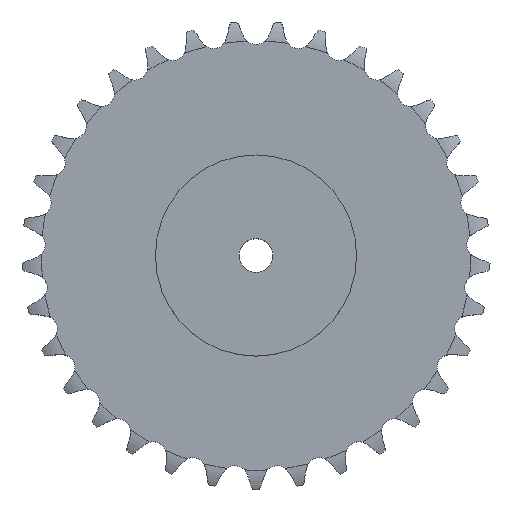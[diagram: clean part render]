
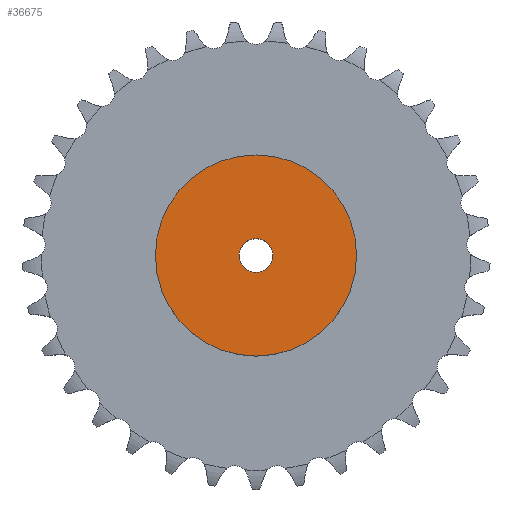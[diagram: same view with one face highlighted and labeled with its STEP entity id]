
A CAD part, top view. The second image highlights one B-rep face of the part: STEP entity #36675.
In plain terms, the highlighted planar face has unit normal (0, 0, 1).
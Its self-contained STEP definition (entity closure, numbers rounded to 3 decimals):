
#4233 = CYLINDRICAL_SURFACE('',#4234,75.);
#4234 = AXIS2_PLACEMENT_3D('',#4235,#4236,#4237);
#4235 = CARTESIAN_POINT('',(0.,0.,0.));
#4236 = DIRECTION('',(-0.,-0.,-1.));
#4237 = DIRECTION('',(1.,0.,0.));
#23056 = VERTEX_POINT('',#23057);
#23057 = CARTESIAN_POINT('',(75.,0.,55.));
#23078 = EDGE_CURVE('',#23056,#23056,#23079,.T.);
#23079 = SURFACE_CURVE('',#23080,(#23085,#23092),.PCURVE_S1.);
#23080 = CIRCLE('',#23081,75.);
#23081 = AXIS2_PLACEMENT_3D('',#23082,#23083,#23084);
#23082 = CARTESIAN_POINT('',(0.,0.,55.));
#23083 = DIRECTION('',(0.,0.,1.));
#23084 = DIRECTION('',(1.,0.,0.));
#23085 = PCURVE('',#4233,#23086);
#23086 = DEFINITIONAL_REPRESENTATION('',(#23087),#23091);
#23087 = LINE('',#23088,#23089);
#23088 = CARTESIAN_POINT('',(-0.,-55.));
#23089 = VECTOR('',#23090,1.);
#23090 = DIRECTION('',(-1.,0.));
#23091 = ( GEOMETRIC_REPRESENTATION_CONTEXT(2) 
PARAMETRIC_REPRESENTATION_CONTEXT() REPRESENTATION_CONTEXT('2D SPACE',''
  ) );
#23092 = PCURVE('',#23093,#23098);
#23093 = PLANE('',#23094);
#23094 = AXIS2_PLACEMENT_3D('',#23095,#23096,#23097);
#23095 = CARTESIAN_POINT('',(0.,0.,55.)
  );
#23096 = DIRECTION('',(0.,0.,1.));
#23097 = DIRECTION('',(1.,0.,0.));
#23098 = DEFINITIONAL_REPRESENTATION('',(#23099),#23103);
#23099 = CIRCLE('',#23100,75.);
#23100 = AXIS2_PLACEMENT_2D('',#23101,#23102);
#23101 = CARTESIAN_POINT('',(0.,0.));
#23102 = DIRECTION('',(1.,0.));
#23103 = ( GEOMETRIC_REPRESENTATION_CONTEXT(2) 
PARAMETRIC_REPRESENTATION_CONTEXT() REPRESENTATION_CONTEXT('2D SPACE',''
  ) );
#31256 = CYLINDRICAL_SURFACE('',#31257,12.5);
#31257 = AXIS2_PLACEMENT_3D('',#31258,#31259,#31260);
#31258 = CARTESIAN_POINT('',(0.,0.,525.708));
#31259 = DIRECTION('',(0.,0.,1.));
#31260 = DIRECTION('',(1.,0.,0.));
#36675 = ADVANCED_FACE('',(#36676,#36679),#23093,.T.);
#36676 = FACE_BOUND('',#36677,.T.);
#36677 = EDGE_LOOP('',(#36678));
#36678 = ORIENTED_EDGE('',*,*,#23078,.T.);
#36679 = FACE_BOUND('',#36680,.T.);
#36680 = EDGE_LOOP('',(#36681));
#36681 = ORIENTED_EDGE('',*,*,#36682,.F.);
#36682 = EDGE_CURVE('',#36683,#36683,#36685,.T.);
#36683 = VERTEX_POINT('',#36684);
#36684 = CARTESIAN_POINT('',(12.5,0.,55.));
#36685 = SURFACE_CURVE('',#36686,(#36691,#36698),.PCURVE_S1.);
#36686 = CIRCLE('',#36687,12.5);
#36687 = AXIS2_PLACEMENT_3D('',#36688,#36689,#36690);
#36688 = CARTESIAN_POINT('',(0.,0.,55.));
#36689 = DIRECTION('',(0.,0.,1.));
#36690 = DIRECTION('',(1.,0.,0.));
#36691 = PCURVE('',#23093,#36692);
#36692 = DEFINITIONAL_REPRESENTATION('',(#36693),#36697);
#36693 = CIRCLE('',#36694,12.5);
#36694 = AXIS2_PLACEMENT_2D('',#36695,#36696);
#36695 = CARTESIAN_POINT('',(0.,0.));
#36696 = DIRECTION('',(1.,0.));
#36697 = ( GEOMETRIC_REPRESENTATION_CONTEXT(2) 
PARAMETRIC_REPRESENTATION_CONTEXT() REPRESENTATION_CONTEXT('2D SPACE',''
  ) );
#36698 = PCURVE('',#31256,#36699);
#36699 = DEFINITIONAL_REPRESENTATION('',(#36700),#36704);
#36700 = LINE('',#36701,#36702);
#36701 = CARTESIAN_POINT('',(0.,-470.708));
#36702 = VECTOR('',#36703,1.);
#36703 = DIRECTION('',(1.,0.));
#36704 = ( GEOMETRIC_REPRESENTATION_CONTEXT(2) 
PARAMETRIC_REPRESENTATION_CONTEXT() REPRESENTATION_CONTEXT('2D SPACE',''
  ) );
